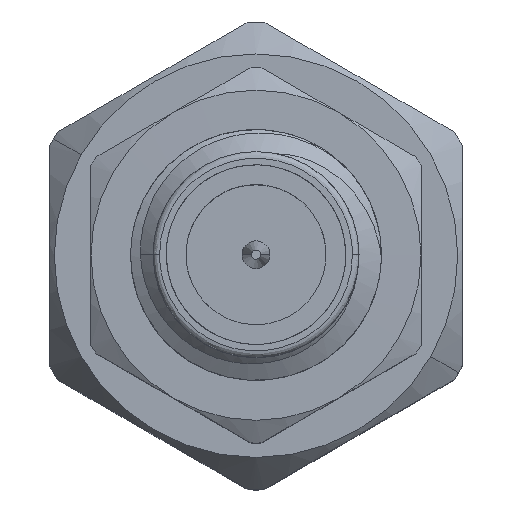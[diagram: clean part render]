
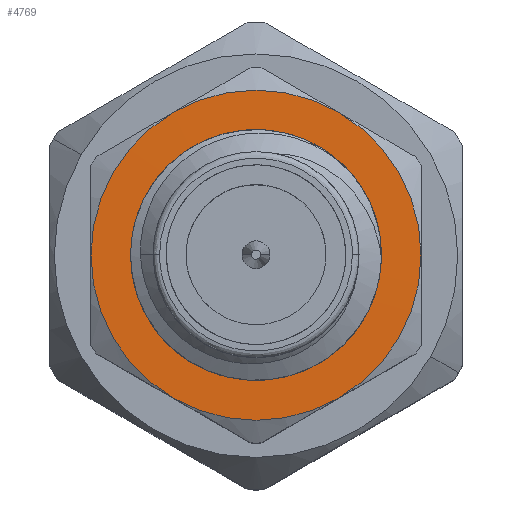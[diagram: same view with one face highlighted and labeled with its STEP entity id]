
A CAD part, top view. The second image highlights one B-rep face of the part: STEP entity #4769.
In plain terms, the highlighted planar face has unit normal (0, 0, 1).
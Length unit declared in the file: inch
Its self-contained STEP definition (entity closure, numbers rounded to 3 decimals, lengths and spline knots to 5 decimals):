
#142 = EDGE_CURVE ( 'NONE', #2560, #5364, #6049, .T. ) ;
#220 = CARTESIAN_POINT ( 'NONE',  ( 0.078, 0., -0.246 ) ) ;
#254 = CARTESIAN_POINT ( 'NONE',  ( 0.078, 0.01021, -0.246 ) ) ;
#443 = CARTESIAN_POINT ( 'NONE',  ( -0.078, 0.01021, -0.246 ) ) ;
#663 = CARTESIAN_POINT ( 'NONE',  ( 0.0625, -0.10825, -0.24628 ) ) ;
#733 = DIRECTION ( 'NONE',  ( 0., 0., 1. ) ) ;
#759 = EDGE_CURVE ( 'NONE', #3984, #2560, #6492, .T. ) ;
#778 = PLANE ( 'NONE',  #4931 ) ;
#820 = CARTESIAN_POINT ( 'NONE',  ( -0.06237, 0.04793, -0.246 ) ) ;
#900 = ORIENTED_EDGE ( 'NONE', *, *, #759, .T. ) ;
#909 = DIRECTION ( 'NONE',  ( 0., 0., 1. ) ) ;
#995 = EDGE_CURVE ( 'NONE', #4641, #5709, #6065, .T. ) ;
#1019 = CARTESIAN_POINT ( 'NONE',  ( -0.0625, 0.10825, -0.24628 ) ) ;
#1212 = DIRECTION ( 'NONE',  ( 1., 0., 0. ) ) ;
#1276 = CARTESIAN_POINT ( 'NONE',  ( -0.01021, 0.078, -0.246 ) ) ;
#1303 = CIRCLE ( 'NONE', #4898, 0.125 ) ;
#1304 = CARTESIAN_POINT ( 'NONE',  ( 0.03928, -0.06816, -0.246 ) ) ;
#1319 = AXIS2_PLACEMENT_3D ( 'NONE', #3822, #733, #5836 ) ;
#1334 = CARTESIAN_POINT ( 'NONE',  ( 0.06816, -0.03928, -0.246 ) ) ;
#1363 = DIRECTION ( 'NONE',  ( 0., 0., 1. ) ) ;
#1375 = AXIS2_PLACEMENT_3D ( 'NONE', #4023, #909, #6010 ) ;
#1438 = EDGE_CURVE ( 'NONE', #4029, #6338, #2422, .T. ) ;
#1515 = DIRECTION ( 'NONE',  ( 1., 0., 0. ) ) ;
#1577 = AXIS2_PLACEMENT_3D ( 'NONE', #5921, #3408, #5421 ) ;
#1580 = CARTESIAN_POINT ( 'NONE',  ( -0.125, 0., -0.24628 ) ) ;
#1594 = EDGE_LOOP ( 'NONE', ( #6535, #3861 ) ) ;
#1692 = CARTESIAN_POINT ( 'NONE',  ( -0.078, 0., -0.246 ) ) ;
#1714 = DIRECTION ( 'NONE',  ( 0., 0., 1. ) ) ;
#1770 = CARTESIAN_POINT ( 'NONE',  ( 0.078, -0.01021, -0.246 ) ) ;
#1784 = CARTESIAN_POINT ( 'NONE',  ( 0.03928, 0.06816, -0.246 ) ) ;
#1805 = CARTESIAN_POINT ( 'NONE',  ( 0.01021, -0.078, -0.246 ) ) ;
#2027 = ORIENTED_EDGE ( 'NONE', *, *, #3626, .T. ) ;
#2068 = ORIENTED_EDGE ( 'NONE', *, *, #3713, .T. ) ;
#2246 = CARTESIAN_POINT ( 'NONE',  ( 0.07597, 0.02042, -0.246 ) ) ;
#2283 = CARTESIAN_POINT ( 'NONE',  ( 0.06816, 0.03928, -0.246 ) ) ;
#2422 = B_SPLINE_CURVE_WITH_KNOTS ( 'NONE', 3,
 ( #4325, #3367, #4783, #6303, #4710, #3230, #6336, #4220, #5347, #1805, #4292, #1304, #5241, #5807, #1334, #2769, #1770, #2735 ),
 .UNSPECIFIED., .F., .F.,
 ( 4, 2, 2, 2, 2, 2, 2, 2, 4 ),
 ( 0., 0.125, 0.25, 0.375, 0.5, 0.625, 0.75, 0.875, 1. ),
 .UNSPECIFIED. ) ;
#2458 = EDGE_CURVE ( 'NONE', #5242, #4641, #1303, .T. ) ;
#2479 = ORIENTED_EDGE ( 'NONE', *, *, #995, .T. ) ;
#2523 = ORIENTED_EDGE ( 'NONE', *, *, #2458, .T. ) ;
#2560 = VERTEX_POINT ( 'NONE', #1580 ) ;
#2613 = DIRECTION ( 'NONE',  ( 0., 0., 1. ) ) ;
#2735 = CARTESIAN_POINT ( 'NONE',  ( 0.078, 0., -0.246 ) ) ;
#2769 = CARTESIAN_POINT ( 'NONE',  ( 0.07597, -0.02042, -0.246 ) ) ;
#2807 = CARTESIAN_POINT ( 'NONE',  ( 0., 0., -0.24628 ) ) ;
#2851 = CARTESIAN_POINT ( 'NONE',  ( -0.06816, 0.03928, -0.246 ) ) ;
#3041 = B_SPLINE_CURVE_WITH_KNOTS ( 'NONE', 3,
 ( #220, #254, #2246, #2283, #4304, #4268, #1784, #3807, #5786, #1276, #3276, #6318, #5358, #820, #2851, #4863, #443, #4982 ),
 .UNSPECIFIED., .F., .F.,
 ( 4, 2, 2, 2, 2, 2, 2, 2, 4 ),
 ( 0., 0.125, 0.25, 0.375, 0.5, 0.625, 0.75, 0.875, 1. ),
 .UNSPECIFIED. ) ;
#3063 = CIRCLE ( 'NONE', #1577, 0.125 ) ;
#3208 = AXIS2_PLACEMENT_3D ( 'NONE', #4324, #1363, #3396 ) ;
#3230 = CARTESIAN_POINT ( 'NONE',  ( -0.04793, -0.06237, -0.246 ) ) ;
#3276 = CARTESIAN_POINT ( 'NONE',  ( -0.02042, 0.07597, -0.246 ) ) ;
#3367 = CARTESIAN_POINT ( 'NONE',  ( -0.078, -0.01021, -0.246 ) ) ;
#3396 = DIRECTION ( 'NONE',  ( 1., 0., 0. ) ) ;
#3408 = DIRECTION ( 'NONE',  ( 0., 0., 1. ) ) ;
#3453 = CARTESIAN_POINT ( 'NONE',  ( -0.0625, -0.10825, -0.24628 ) ) ;
#3468 = CARTESIAN_POINT ( 'NONE',  ( 0.078, 0., -0.246 ) ) ;
#3560 = EDGE_CURVE ( 'NONE', #6338, #4029, #3041, .T. ) ;
#3626 = EDGE_CURVE ( 'NONE', #5709, #3984, #4234, .T. ) ;
#3713 = EDGE_CURVE ( 'NONE', #5364, #5242, #3063, .T. ) ;
#3725 = DIRECTION ( 'NONE',  ( 0., 0., -1. ) ) ;
#3807 = CARTESIAN_POINT ( 'NONE',  ( 0.02042, 0.07597, -0.246 ) ) ;
#3822 = CARTESIAN_POINT ( 'NONE',  ( 0., 0., -0.24628 ) ) ;
#3861 = ORIENTED_EDGE ( 'NONE', *, *, #3560, .F. ) ;
#3865 = AXIS2_PLACEMENT_3D ( 'NONE', #5753, #1714, #1212 ) ;
#3984 = VERTEX_POINT ( 'NONE', #1019 ) ;
#4023 = CARTESIAN_POINT ( 'NONE',  ( 0., 0., -0.24628 ) ) ;
#4029 = VERTEX_POINT ( 'NONE', #1692 ) ;
#4220 = CARTESIAN_POINT ( 'NONE',  ( -0.02042, -0.07597, -0.246 ) ) ;
#4234 = CIRCLE ( 'NONE', #1375, 0.125 ) ;
#4268 = CARTESIAN_POINT ( 'NONE',  ( 0.04793, 0.06237, -0.246 ) ) ;
#4292 = CARTESIAN_POINT ( 'NONE',  ( 0.02042, -0.07597, -0.246 ) ) ;
#4304 = CARTESIAN_POINT ( 'NONE',  ( 0.06237, 0.04793, -0.246 ) ) ;
#4324 = CARTESIAN_POINT ( 'NONE',  ( 0., 0., -0.24628 ) ) ;
#4325 = CARTESIAN_POINT ( 'NONE',  ( -0.078, 0., -0.246 ) ) ;
#4330 = FACE_BOUND ( 'NONE', #1594, .T. ) ;
#4641 = VERTEX_POINT ( 'NONE', #6252 ) ;
#4710 = CARTESIAN_POINT ( 'NONE',  ( -0.06237, -0.04793, -0.246 ) ) ;
#4769 = ADVANCED_FACE ( 'NONE', ( #4330, #6272 ), #778, .F. ) ;
#4783 = CARTESIAN_POINT ( 'NONE',  ( -0.07597, -0.02042, -0.246 ) ) ;
#4821 = DIRECTION ( 'NONE',  ( 0., -1., 0. ) ) ;
#4863 = CARTESIAN_POINT ( 'NONE',  ( -0.07597, 0.02042, -0.246 ) ) ;
#4898 = AXIS2_PLACEMENT_3D ( 'NONE', #5998, #2613, #1515 ) ;
#4931 = AXIS2_PLACEMENT_3D ( 'NONE', #2807, #3725, #4821 ) ;
#4982 = CARTESIAN_POINT ( 'NONE',  ( -0.078, 0., -0.246 ) ) ;
#5189 = ORIENTED_EDGE ( 'NONE', *, *, #142, .T. ) ;
#5241 = CARTESIAN_POINT ( 'NONE',  ( 0.04793, -0.06237, -0.246 ) ) ;
#5242 = VERTEX_POINT ( 'NONE', #663 ) ;
#5347 = CARTESIAN_POINT ( 'NONE',  ( -0.01021, -0.078, -0.246 ) ) ;
#5358 = CARTESIAN_POINT ( 'NONE',  ( -0.04793, 0.06237, -0.246 ) ) ;
#5364 = VERTEX_POINT ( 'NONE', #3453 ) ;
#5421 = DIRECTION ( 'NONE',  ( 1., 0., 0. ) ) ;
#5709 = VERTEX_POINT ( 'NONE', #5978 ) ;
#5753 = CARTESIAN_POINT ( 'NONE',  ( 0., 0., -0.24628 ) ) ;
#5786 = CARTESIAN_POINT ( 'NONE',  ( 0.01021, 0.078, -0.246 ) ) ;
#5807 = CARTESIAN_POINT ( 'NONE',  ( 0.06237, -0.04793, -0.246 ) ) ;
#5836 = DIRECTION ( 'NONE',  ( 1., 0., 0. ) ) ;
#5921 = CARTESIAN_POINT ( 'NONE',  ( 0., 0., -0.24628 ) ) ;
#5941 = EDGE_LOOP ( 'NONE', ( #900, #5189, #2068, #2523, #2479, #2027 ) ) ;
#5978 = CARTESIAN_POINT ( 'NONE',  ( 0.0625, 0.10825, -0.24628 ) ) ;
#5998 = CARTESIAN_POINT ( 'NONE',  ( 0., 0., -0.24628 ) ) ;
#6010 = DIRECTION ( 'NONE',  ( 1., 0., 0. ) ) ;
#6049 = CIRCLE ( 'NONE', #3208, 0.125 ) ;
#6065 = CIRCLE ( 'NONE', #1319, 0.125 ) ;
#6252 = CARTESIAN_POINT ( 'NONE',  ( 0.125, 0., -0.24628 ) ) ;
#6272 = FACE_OUTER_BOUND ( 'NONE', #5941, .T. ) ;
#6303 = CARTESIAN_POINT ( 'NONE',  ( -0.06816, -0.03928, -0.246 ) ) ;
#6318 = CARTESIAN_POINT ( 'NONE',  ( -0.03928, 0.06816, -0.246 ) ) ;
#6336 = CARTESIAN_POINT ( 'NONE',  ( -0.03928, -0.06816, -0.246 ) ) ;
#6338 = VERTEX_POINT ( 'NONE', #3468 ) ;
#6492 = CIRCLE ( 'NONE', #3865, 0.125 ) ;
#6535 = ORIENTED_EDGE ( 'NONE', *, *, #1438, .F. ) ;
